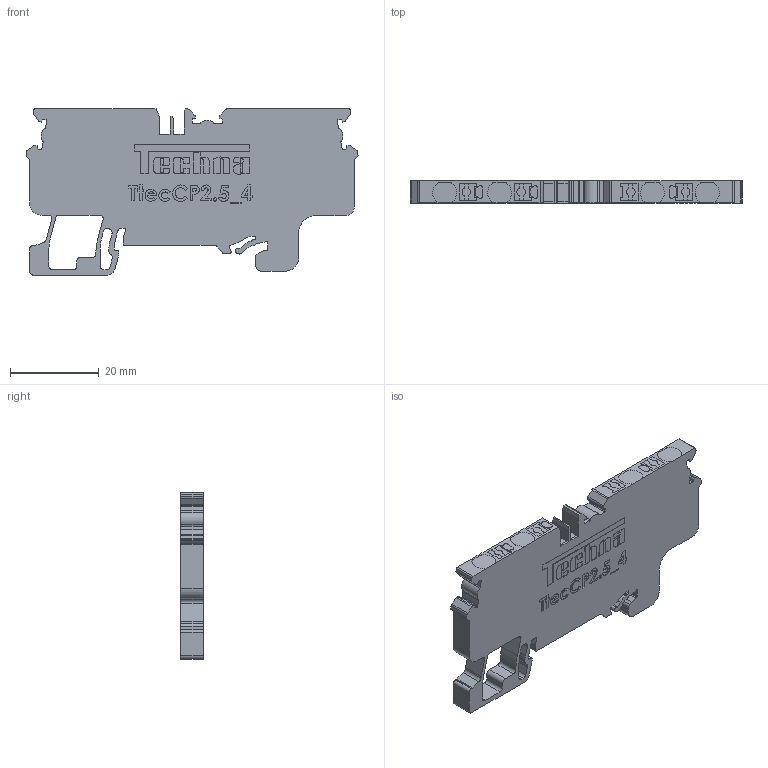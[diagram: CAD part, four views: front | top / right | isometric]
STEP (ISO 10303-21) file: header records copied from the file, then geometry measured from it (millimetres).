
FILE_DESCRIPTION (( 'STEP AP214' ), '1' );
FILE_NAME ('TtecCP2.5_4.STEP', '2020-07-01T12:53:36', ( '' ), ( '' ), 'SwSTEP 2.0', 'SolidWorks 2020', '' );
FILE_SCHEMA (( 'AUTOMOTIVE_DESIGN' ));
Length unit declared in the file: millimetre
Products named in the file (1): TtecCP2.5_4
Bounding box: 74.7 x 5 x 37.41 mm (x, y, z)
Volume: 10358.4 mm3; surface area: 6055.7 mm2
Topology: 1 solids, 1 shells, 904 faces, 2554 edges, 1703 vertices
Faces by surface type: plane 504, cylinder 296, bspline 104
Entity records: 40489 total; most frequent: CARTESIAN_POINT 11274, ORIENTED_EDGE 5108, DIRECTION 4533, EDGE_CURVE 2554, VECTOR 1761, LINE 1761, VERTEX_POINT 1703, AXIS2_PLACEMENT_3D 1386
